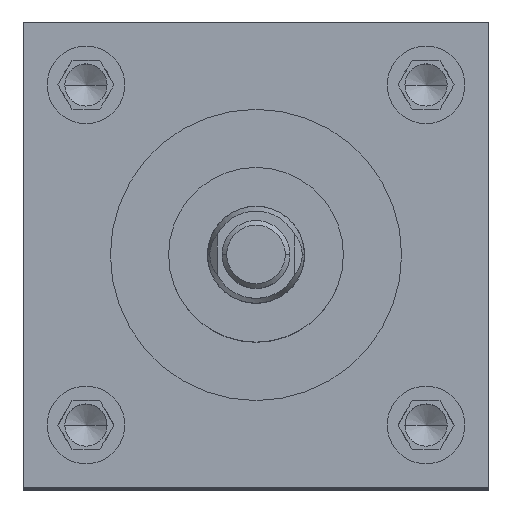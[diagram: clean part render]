
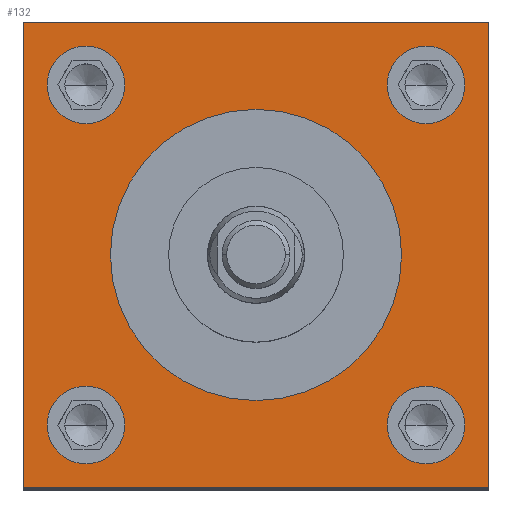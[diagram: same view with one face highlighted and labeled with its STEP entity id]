
A CAD part, top view. The second image highlights one B-rep face of the part: STEP entity #132.
In plain terms, the highlighted planar face has unit normal (0, 0, 1).
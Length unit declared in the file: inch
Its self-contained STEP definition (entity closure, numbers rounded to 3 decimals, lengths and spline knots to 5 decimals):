
#41 = DIRECTION ( 'NONE',  ( 0., 0., 1. ) ) ;
#119 = AXIS2_PLACEMENT_3D ( 'NONE', #5777, #41, #2849 ) ;
#132 = ADVANCED_FACE ( 'NONE', ( #860, #730, #1374, #4582, #2183, #4610 ), #1746, .F. ) ;
#176 = EDGE_CURVE ( 'NONE', #3325, #3927, #5437, .T. ) ;
#200 = AXIS2_PLACEMENT_3D ( 'NONE', #5581, #6113, #1359 ) ;
#216 = ORIENTED_EDGE ( 'NONE', *, *, #5034, .F. ) ;
#285 = AXIS2_PLACEMENT_3D ( 'NONE', #4705, #319, #1305 ) ;
#319 = DIRECTION ( 'NONE',  ( 0., 0., 1. ) ) ;
#334 = CARTESIAN_POINT ( 'NONE',  ( 1.095, 1.095, 7.75 ) ) ;
#372 = DIRECTION ( 'NONE',  ( 0., 0., 1. ) ) ;
#433 = AXIS2_PLACEMENT_3D ( 'NONE', #4701, #5142, #4098 ) ;
#487 = ORIENTED_EDGE ( 'NONE', *, *, #1217, .F. ) ;
#545 = EDGE_LOOP ( 'NONE', ( #5566, #2153 ) ) ;
#546 = DIRECTION ( 'NONE',  ( 0., 1., 0. ) ) ;
#587 = ORIENTED_EDGE ( 'NONE', *, *, #5974, .F. ) ;
#596 = DIRECTION ( 'NONE',  ( 0., -1., 0. ) ) ;
#695 = DIRECTION ( 'NONE',  ( -1., 0., 0. ) ) ;
#730 = FACE_BOUND ( 'NONE', #3833, .T. ) ;
#860 = FACE_BOUND ( 'NONE', #3299, .T. ) ;
#939 = CARTESIAN_POINT ( 'NONE',  ( 1.5, 1.5, 7.75 ) ) ;
#1026 = LINE ( 'NONE', #1055, #2345 ) ;
#1039 = CIRCLE ( 'NONE', #433, 0.25 ) ;
#1043 = LINE ( 'NONE', #2586, #4042 ) ;
#1055 = CARTESIAN_POINT ( 'NONE',  ( -1.5, -1.5, 7.75 ) ) ;
#1155 = CARTESIAN_POINT ( 'NONE',  ( 0., 0., 7.75 ) ) ;
#1175 = CARTESIAN_POINT ( 'NONE',  ( -1.5, 1.5, 7.75 ) ) ;
#1176 = VERTEX_POINT ( 'NONE', #5702 ) ;
#1194 = CARTESIAN_POINT ( 'NONE',  ( 1.345, 1.095, 7.75 ) ) ;
#1215 = DIRECTION ( 'NONE',  ( 1., 0., 0. ) ) ;
#1217 = EDGE_CURVE ( 'NONE', #1176, #2622, #6098, .T. ) ;
#1219 = CIRCLE ( 'NONE', #5052, 0.9375 ) ;
#1223 = CIRCLE ( 'NONE', #6166, 0.25 ) ;
#1305 = DIRECTION ( 'NONE',  ( 1., 0., 0. ) ) ;
#1359 = DIRECTION ( 'NONE',  ( 1., 0., 0. ) ) ;
#1374 = FACE_BOUND ( 'NONE', #2974, .T. ) ;
#1421 = AXIS2_PLACEMENT_3D ( 'NONE', #4110, #2177, #4676 ) ;
#1451 = CARTESIAN_POINT ( 'NONE',  ( -1.095, -1.095, 7.75 ) ) ;
#1485 = DIRECTION ( 'NONE',  ( 1., 0., 0. ) ) ;
#1511 = ORIENTED_EDGE ( 'NONE', *, *, #5694, .T. ) ;
#1590 = LINE ( 'NONE', #1175, #1727 ) ;
#1618 = CARTESIAN_POINT ( 'NONE',  ( 0., 0., 7.75 ) ) ;
#1676 = CARTESIAN_POINT ( 'NONE',  ( -1.345, 1.095, 7.75 ) ) ;
#1727 = VECTOR ( 'NONE', #695, 39.37008 ) ;
#1746 = PLANE ( 'NONE',  #1421 ) ;
#1767 = VERTEX_POINT ( 'NONE', #1194 ) ;
#1798 = CARTESIAN_POINT ( 'NONE',  ( 1.5, -1.5, 7.75 ) ) ;
#1802 = EDGE_LOOP ( 'NONE', ( #4364, #3973 ) ) ;
#1869 = CARTESIAN_POINT ( 'NONE',  ( 0.845, -1.095, 7.75 ) ) ;
#1898 = EDGE_CURVE ( 'NONE', #3127, #5491, #5636, .T. ) ;
#1932 = AXIS2_PLACEMENT_3D ( 'NONE', #3744, #4253, #1485 ) ;
#1963 = VERTEX_POINT ( 'NONE', #4671 ) ;
#1970 = CARTESIAN_POINT ( 'NONE',  ( 0.845, 1.095, 7.75 ) ) ;
#2071 = AXIS2_PLACEMENT_3D ( 'NONE', #1451, #372, #4281 ) ;
#2151 = DIRECTION ( 'NONE',  ( 1., 0., 0. ) ) ;
#2153 = ORIENTED_EDGE ( 'NONE', *, *, #2878, .F. ) ;
#2177 = DIRECTION ( 'NONE',  ( 0., 0., -1. ) ) ;
#2183 = FACE_BOUND ( 'NONE', #545, .T. ) ;
#2264 = DIRECTION ( 'NONE',  ( 0., 0., 1. ) ) ;
#2293 = DIRECTION ( 'NONE',  ( 0., 0., 1. ) ) ;
#2345 = VECTOR ( 'NONE', #3448, 39.37008 ) ;
#2382 = EDGE_CURVE ( 'NONE', #3927, #3325, #3334, .T. ) ;
#2538 = EDGE_CURVE ( 'NONE', #5660, #5966, #1043, .T. ) ;
#2586 = CARTESIAN_POINT ( 'NONE',  ( -1.5, -1.5, 7.75 ) ) ;
#2622 = VERTEX_POINT ( 'NONE', #5609 ) ;
#2731 = DIRECTION ( 'NONE',  ( 1., 0., 0. ) ) ;
#2770 = EDGE_CURVE ( 'NONE', #5491, #3127, #4657, .T. ) ;
#2849 = DIRECTION ( 'NONE',  ( 1., 0., 0. ) ) ;
#2868 = CARTESIAN_POINT ( 'NONE',  ( 1.345, -1.095, 7.75 ) ) ;
#2878 = EDGE_CURVE ( 'NONE', #1963, #5128, #1219, .T. ) ;
#2955 = VECTOR ( 'NONE', #546, 39.37008 ) ;
#2974 = EDGE_LOOP ( 'NONE', ( #587, #487 ) ) ;
#2989 = EDGE_CURVE ( 'NONE', #5218, #1767, #1223, .T. ) ;
#3125 = DIRECTION ( 'NONE',  ( 0., 0., 1. ) ) ;
#3127 = VERTEX_POINT ( 'NONE', #2868 ) ;
#3159 = VERTEX_POINT ( 'NONE', #939 ) ;
#3183 = CARTESIAN_POINT ( 'NONE',  ( -1.5, -1.5, 7.75 ) ) ;
#3299 = EDGE_LOOP ( 'NONE', ( #5031, #3416 ) ) ;
#3325 = VERTEX_POINT ( 'NONE', #5877 ) ;
#3334 = CIRCLE ( 'NONE', #119, 0.25 ) ;
#3416 = ORIENTED_EDGE ( 'NONE', *, *, #2770, .F. ) ;
#3448 = DIRECTION ( 'NONE',  ( 1., 0., 0. ) ) ;
#3488 = DIRECTION ( 'NONE',  ( 0., 0., 1. ) ) ;
#3744 = CARTESIAN_POINT ( 'NONE',  ( 1.095, -1.095, 7.75 ) ) ;
#3833 = EDGE_LOOP ( 'NONE', ( #216, #3941 ) ) ;
#3927 = VERTEX_POINT ( 'NONE', #1676 ) ;
#3941 = ORIENTED_EDGE ( 'NONE', *, *, #2989, .F. ) ;
#3973 = ORIENTED_EDGE ( 'NONE', *, *, #2382, .F. ) ;
#4042 = VECTOR ( 'NONE', #596, 39.37008 ) ;
#4098 = DIRECTION ( 'NONE',  ( 1., 0., 0. ) ) ;
#4110 = CARTESIAN_POINT ( 'NONE',  ( -1.5, 1.5, 7.75 ) ) ;
#4253 = DIRECTION ( 'NONE',  ( 0., 0., 1. ) ) ;
#4281 = DIRECTION ( 'NONE',  ( 1., 0., 0. ) ) ;
#4364 = ORIENTED_EDGE ( 'NONE', *, *, #176, .F. ) ;
#4368 = AXIS2_PLACEMENT_3D ( 'NONE', #334, #2293, #2731 ) ;
#4399 = EDGE_LOOP ( 'NONE', ( #5244, #5303, #1511, #5967 ) ) ;
#4456 = AXIS2_PLACEMENT_3D ( 'NONE', #1618, #3125, #2151 ) ;
#4582 = FACE_BOUND ( 'NONE', #1802, .T. ) ;
#4610 = FACE_OUTER_BOUND ( 'NONE', #4399, .T. ) ;
#4657 = CIRCLE ( 'NONE', #1932, 0.25 ) ;
#4671 = CARTESIAN_POINT ( 'NONE',  ( -0.9375, 0., 7.75 ) ) ;
#4676 = DIRECTION ( 'NONE',  ( -1., 0., 0. ) ) ;
#4701 = CARTESIAN_POINT ( 'NONE',  ( -1.095, -1.095, 7.75 ) ) ;
#4705 = CARTESIAN_POINT ( 'NONE',  ( -1.095, 1.095, 7.75 ) ) ;
#4899 = CARTESIAN_POINT ( 'NONE',  ( -1.5, 1.5, 7.75 ) ) ;
#5031 = ORIENTED_EDGE ( 'NONE', *, *, #1898, .F. ) ;
#5034 = EDGE_CURVE ( 'NONE', #1767, #5218, #5760, .T. ) ;
#5052 = AXIS2_PLACEMENT_3D ( 'NONE', #1155, #3488, #5912 ) ;
#5128 = VERTEX_POINT ( 'NONE', #6133 ) ;
#5142 = DIRECTION ( 'NONE',  ( 0., 0., 1. ) ) ;
#5218 = VERTEX_POINT ( 'NONE', #1970 ) ;
#5244 = ORIENTED_EDGE ( 'NONE', *, *, #2538, .T. ) ;
#5276 = LINE ( 'NONE', #5718, #2955 ) ;
#5298 = EDGE_CURVE ( 'NONE', #5966, #6000, #1026, .T. ) ;
#5303 = ORIENTED_EDGE ( 'NONE', *, *, #5298, .T. ) ;
#5378 = EDGE_CURVE ( 'NONE', #5128, #1963, #6057, .T. ) ;
#5393 = EDGE_CURVE ( 'NONE', #3159, #5660, #1590, .T. ) ;
#5437 = CIRCLE ( 'NONE', #285, 0.25 ) ;
#5491 = VERTEX_POINT ( 'NONE', #1869 ) ;
#5566 = ORIENTED_EDGE ( 'NONE', *, *, #5378, .F. ) ;
#5581 = CARTESIAN_POINT ( 'NONE',  ( 1.095, -1.095, 7.75 ) ) ;
#5609 = CARTESIAN_POINT ( 'NONE',  ( -0.845, -1.095, 7.75 ) ) ;
#5634 = CARTESIAN_POINT ( 'NONE',  ( 1.095, 1.095, 7.75 ) ) ;
#5636 = CIRCLE ( 'NONE', #200, 0.25 ) ;
#5660 = VERTEX_POINT ( 'NONE', #4899 ) ;
#5694 = EDGE_CURVE ( 'NONE', #6000, #3159, #5276, .T. ) ;
#5702 = CARTESIAN_POINT ( 'NONE',  ( -1.345, -1.095, 7.75 ) ) ;
#5718 = CARTESIAN_POINT ( 'NONE',  ( 1.5, -1.5, 7.75 ) ) ;
#5760 = CIRCLE ( 'NONE', #4368, 0.25 ) ;
#5777 = CARTESIAN_POINT ( 'NONE',  ( -1.095, 1.095, 7.75 ) ) ;
#5877 = CARTESIAN_POINT ( 'NONE',  ( -0.845, 1.095, 7.75 ) ) ;
#5912 = DIRECTION ( 'NONE',  ( 1., 0., 0. ) ) ;
#5966 = VERTEX_POINT ( 'NONE', #3183 ) ;
#5967 = ORIENTED_EDGE ( 'NONE', *, *, #5393, .T. ) ;
#5974 = EDGE_CURVE ( 'NONE', #2622, #1176, #1039, .T. ) ;
#6000 = VERTEX_POINT ( 'NONE', #1798 ) ;
#6057 = CIRCLE ( 'NONE', #4456, 0.9375 ) ;
#6098 = CIRCLE ( 'NONE', #2071, 0.25 ) ;
#6113 = DIRECTION ( 'NONE',  ( 0., 0., 1. ) ) ;
#6133 = CARTESIAN_POINT ( 'NONE',  ( 0.9375, 0., 7.75 ) ) ;
#6166 = AXIS2_PLACEMENT_3D ( 'NONE', #5634, #2264, #1215 ) ;
